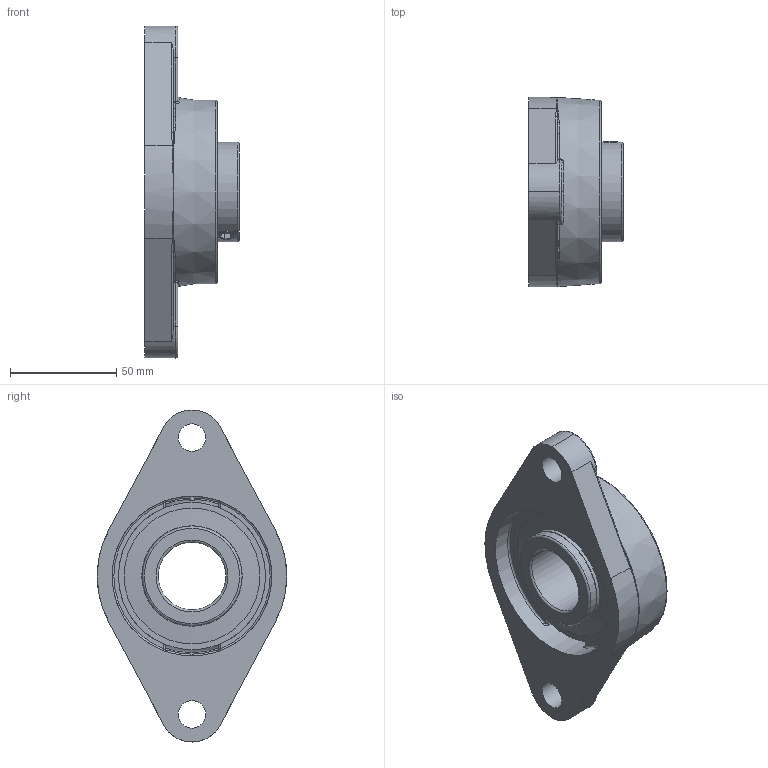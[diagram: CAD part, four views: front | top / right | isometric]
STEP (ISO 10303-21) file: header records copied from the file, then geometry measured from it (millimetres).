
FILE_DESCRIPTION(('HOOPS Exchange Step'),'2;1');
FILE_NAME('export-BF0B47D1-69CA-490F-BA5F-BAFA56FA7EDD.stp','2020-05-29T09:44:47-07:00',('dkerr'),('Alibre'),'HOOPS Exchange 2020.0','Alibre','Unknown authorisation');
FILE_SCHEMA( ('AP242_MANAGED_MODEL_BASED_3D_ENGINEERING_MIM_LF {1 0 10303 442 1 1 4 }') );
Length unit declared in the file: inch
Products named in the file (7): MRN SFTM L4L 207; MRN SUC 207-20 L4L (1.25) (Race); MRN SUC 207 L4L (Ball); MRN SUC 207 L4L (Shield); MRN SUC 207 L4L (Set Screw); MRN SUC 207-20 L4L (1.25); MRN SUCSFTM 207-20 L4L (1.250inch)
Assembly tree (7 placements, depth 3):
  MRN SUCSFTM 207-20 L4L (1.250inch)
    MRN SFTM L4L 207
    MRN SUC 207-20 L4L (1.25)
      MRN SUC 207-20 L4L (1.25) (Race)
      MRN SUC 207 L4L (Ball)
      MRN SUC 207 L4L (Shield)
      MRN SUC 207 L4L (Set Screw)  x2
Bounding box: 44.4 x 89 x 156 mm (x, y, z)
Volume: 163614.5 mm3; surface area: 63003.6 mm2
Topology: 16 solids, 16 shells, 178 faces, 466 edges, 296 vertices
Faces by surface type: plane 52, cylinder 45, bspline 34, torus 22, sphere 16, cone 9
Full cylindrical faces by diameter (mm): 6.782 x4, 13 x2, 31.75 x1, 46.736 x4, 47.244 x2, 62.23 x2, 63.805 x2, 73.166 x1, 75.166 x1, 80.35 x1
Entity records: 10769 total; most frequent: CARTESIAN_POINT 6617, DIRECTION 830, ORIENTED_EDGE 824, EDGE_CURVE 412, AXIS2_PLACEMENT_3D 362, VERTEX_POINT 279, CIRCLE 208, EDGE_LOOP 189
